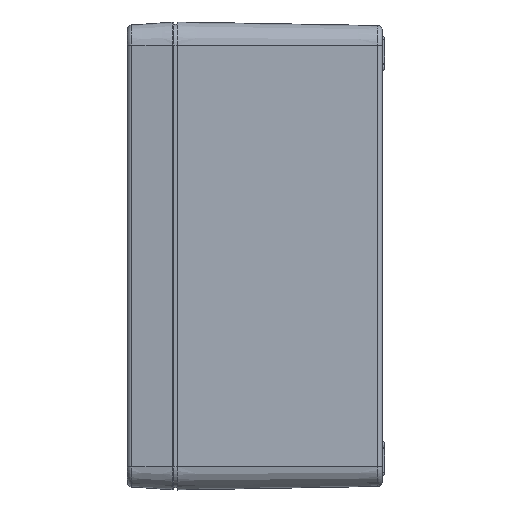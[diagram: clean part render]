
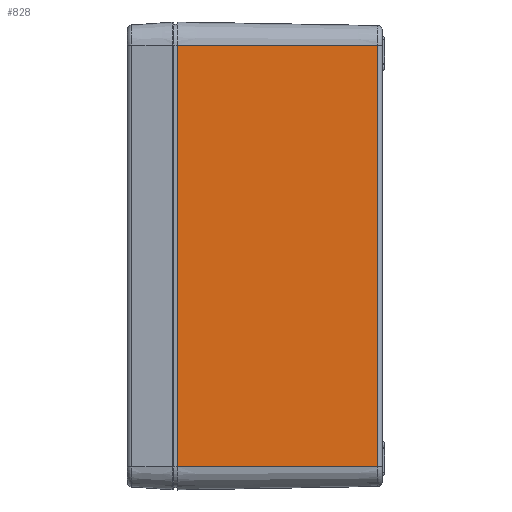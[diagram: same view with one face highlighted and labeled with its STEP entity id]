
A CAD part, left-side view. The second image highlights one B-rep face of the part: STEP entity #828.
In plain terms, the highlighted planar face has unit normal (-1, -0.018, 0).
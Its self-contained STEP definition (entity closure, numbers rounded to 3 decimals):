
#828 = ADVANCED_FACE( '', ( #2406 ), #2407, .T. );
#2406 = FACE_OUTER_BOUND( '', #5368, .T. );
#2407 = PLANE( '', #5369 );
#5368 = EDGE_LOOP( '', ( #11785, #11786, #11787, #11788 ) );
#5369 = AXIS2_PLACEMENT_3D( '', #11789, #11790, #11791 );
#11785 = ORIENTED_EDGE( '', *, *, #20104, .F. );
#11786 = ORIENTED_EDGE( '', *, *, #20105, .F. );
#11787 = ORIENTED_EDGE( '', *, *, #20106, .T. );
#11788 = ORIENTED_EDGE( '', *, *, #20107, .F. );
#11789 = CARTESIAN_POINT( '', ( -116., 88.5, -102.144 ) );
#11790 = DIRECTION( '', ( -1., -0.017, 0. ) );
#11791 = DIRECTION( '', ( -0.017, 1., 0. ) );
#20104 = EDGE_CURVE( '', #23999, #23887, #24000, .T. );
#20105 = EDGE_CURVE( '', #24001, #23999, #24002, .T. );
#20106 = EDGE_CURVE( '', #24001, #23046, #24003, .T. );
#20107 = EDGE_CURVE( '', #23887, #23046, #24004, .T. );
#23046 = VERTEX_POINT( '', #30261 );
#23887 = VERTEX_POINT( '', #32077 );
#23999 = VERTEX_POINT( '', #32325 );
#24000 = LINE( '', #32326, #32327 );
#24001 = VERTEX_POINT( '', #32328 );
#24002 = LINE( '', #32329, #32330 );
#24003 = LINE( '', #32331, #32332 );
#24004 = LINE( '', #32333, #32334 );
#30261 = CARTESIAN_POINT( '', ( -114.49, 1.965, -91. ) );
#32077 = CARTESIAN_POINT( '', ( -114.49, 1.965, 91. ) );
#32325 = CARTESIAN_POINT( '', ( -116., 88.5, 91. ) );
#32326 = CARTESIAN_POINT( '', ( -116., 88.5, 91. ) );
#32327 = VECTOR( '', #40530, 1000. );
#32328 = CARTESIAN_POINT( '', ( -116., 88.5, -91. ) );
#32329 = CARTESIAN_POINT( '', ( -116., 88.5, -91. ) );
#32330 = VECTOR( '', #40531, 1000. );
#32331 = CARTESIAN_POINT( '', ( -116., 88.5, -91. ) );
#32332 = VECTOR( '', #40532, 1000. );
#32333 = CARTESIAN_POINT( '', ( -114.49, 1.965, 91. ) );
#32334 = VECTOR( '', #40533, 1000. );
#40530 = DIRECTION( '', ( 0.017, -1., 0. ) );
#40531 = DIRECTION( '', ( 0., 0., 1. ) );
#40532 = DIRECTION( '', ( 0.017, -1., 0. ) );
#40533 = DIRECTION( '', ( 0., 0., -1. ) );
